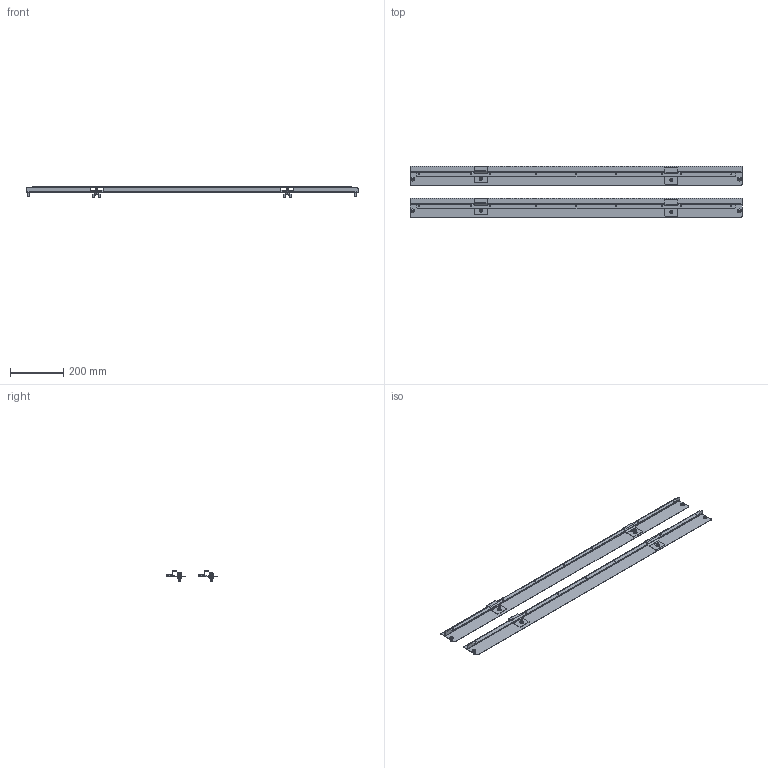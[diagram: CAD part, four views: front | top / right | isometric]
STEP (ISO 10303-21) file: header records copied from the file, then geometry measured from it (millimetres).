
FILE_DESCRIPTION (( 'STEP AP203' ), '1' );
FILE_NAME ('ITK DATAROW Ïðîôèëü ìîä. êðûøè òîðö. 1200 ÷åð. (2øò êîìïë).STEP', '2024-12-18T10:56:36', ( '' ), ( '' ), 'SwSTEP 2.0', 'SolidWorks 2022', '' );
FILE_SCHEMA (( 'CONFIG_CONTROL_DESIGN' ));
Length unit declared in the file: millimetre
Products named in the file (8): DIN 316 Винт_M6x16; АГИЕ 282.03.00.002; Лента уплотнительная самоклеющая УПСГ 2х15 мм_-06; Заклёпка потайная резьбовая_Заклёпка резьбовая М6; АГИЕ 282.03.00.001_01; АГИЕ 282.03.01.000; ITK DATAROW Профиль мод. крыши торц. 1200 чер. (2шт компл); Винт полусфера с прессшайбой DIN 967_M6х16
Assembly tree (17 placements, depth 3):
  ITK DATAROW Профиль мод. крыши торц. 1200 чер. (2шт компл)
    АГИЕ 282.03.00.001_01  x2
    DIN 316 Винт_M6x16  x4
    Винт полусфера с прессшайбой DIN 967_M6х16  x4
    АГИЕ 282.03.01.000  x4
      АГИЕ 282.03.00.002
      Заклёпка потайная резьбовая_Заклёпка резьбовая М6
      Лента уплотнительная самоклеющая УПСГ 2х15 мм_-06
Bounding box: 1250 x 194.28 x 39.97 mm (x, y, z)
Volume: 417271.1 mm3; surface area: 683570.5 mm2
Topology: 22 solids, 22 shells, 832 faces, 1992 edges, 1216 vertices
Faces by surface type: plane 392, cylinder 208, cone 84, bspline 80, torus 60, sphere 8
Entity records: 9344 total; most frequent: CARTESIAN_POINT 2084, DIRECTION 1316, ORIENTED_EDGE 1270, EDGE_CURVE 635, AXIS2_PLACEMENT_3D 498, VERTEX_POINT 386, LINE 320, VECTOR 320
